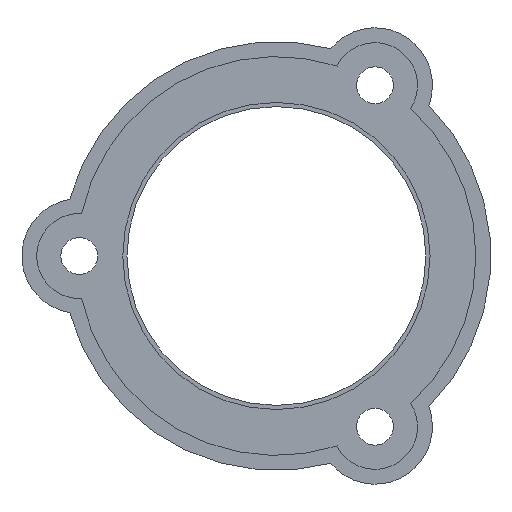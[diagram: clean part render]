
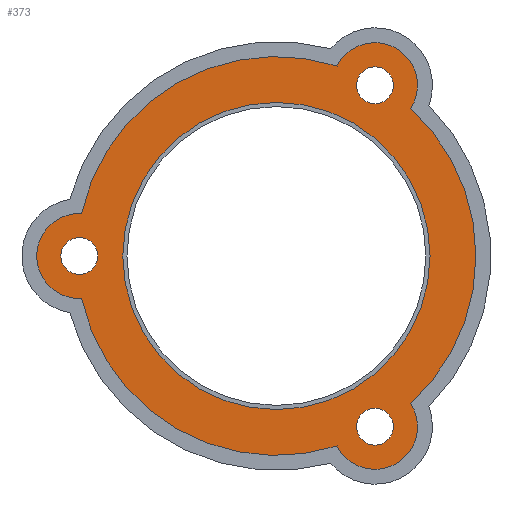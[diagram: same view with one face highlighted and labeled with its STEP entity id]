
A CAD part, front view. The second image highlights one B-rep face of the part: STEP entity #373.
In plain terms, the highlighted planar face has unit normal (0, -1, 0).
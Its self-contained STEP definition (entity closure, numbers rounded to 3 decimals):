
#21=FACE_BOUND('',#77,.T.);
#22=FACE_BOUND('',#78,.T.);
#23=FACE_BOUND('',#79,.T.);
#24=FACE_BOUND('',#80,.T.);
#28=PLANE('',#442);
#49=FACE_OUTER_BOUND('',#76,.T.);
#76=EDGE_LOOP('',(#326,#327,#328,#329,#330,#331));
#77=EDGE_LOOP('',(#332));
#78=EDGE_LOOP('',(#333));
#79=EDGE_LOOP('',(#334));
#80=EDGE_LOOP('',(#335));
#116=CIRCLE('',#390,13.363);
#130=CIRCLE('',#407,17.35);
#131=CIRCLE('',#409,3.7);
#132=CIRCLE('',#411,17.35);
#133=CIRCLE('',#413,3.7);
#134=CIRCLE('',#415,17.35);
#135=CIRCLE('',#417,3.7);
#140=CIRCLE('',#426,1.6);
#142=CIRCLE('',#429,1.6);
#145=CIRCLE('',#434,1.6);
#150=VERTEX_POINT('',#576);
#164=VERTEX_POINT('',#608);
#165=VERTEX_POINT('',#609);
#166=VERTEX_POINT('',#614);
#167=VERTEX_POINT('',#618);
#168=VERTEX_POINT('',#622);
#169=VERTEX_POINT('',#626);
#175=VERTEX_POINT('',#648);
#177=VERTEX_POINT('',#654);
#180=VERTEX_POINT('',#664);
#185=EDGE_CURVE('',#150,#150,#116,.T.);
#199=EDGE_CURVE('',#164,#165,#130,.T.);
#202=EDGE_CURVE('',#166,#164,#131,.T.);
#204=EDGE_CURVE('',#167,#166,#132,.T.);
#206=EDGE_CURVE('',#168,#167,#133,.T.);
#208=EDGE_CURVE('',#169,#168,#134,.T.);
#210=EDGE_CURVE('',#165,#169,#135,.T.);
#220=EDGE_CURVE('',#175,#175,#140,.T.);
#223=EDGE_CURVE('',#177,#177,#142,.T.);
#228=EDGE_CURVE('',#180,#180,#145,.T.);
#326=ORIENTED_EDGE('',*,*,#204,.T.);
#327=ORIENTED_EDGE('',*,*,#202,.T.);
#328=ORIENTED_EDGE('',*,*,#199,.T.);
#329=ORIENTED_EDGE('',*,*,#210,.T.);
#330=ORIENTED_EDGE('',*,*,#208,.T.);
#331=ORIENTED_EDGE('',*,*,#206,.T.);
#332=ORIENTED_EDGE('',*,*,#185,.T.);
#333=ORIENTED_EDGE('',*,*,#228,.F.);
#334=ORIENTED_EDGE('',*,*,#223,.F.);
#335=ORIENTED_EDGE('',*,*,#220,.F.);
#373=ADVANCED_FACE('',(#49,#21,#22,#23,#24),#28,.F.);
#390=AXIS2_PLACEMENT_3D('',#578,#450,#451);
#407=AXIS2_PLACEMENT_3D('',#610,#484,#485);
#409=AXIS2_PLACEMENT_3D('',#615,#490,#491);
#411=AXIS2_PLACEMENT_3D('',#619,#495,#496);
#413=AXIS2_PLACEMENT_3D('',#623,#500,#501);
#415=AXIS2_PLACEMENT_3D('',#627,#505,#506);
#417=AXIS2_PLACEMENT_3D('',#630,#510,#511);
#426=AXIS2_PLACEMENT_3D('',#650,#533,#534);
#429=AXIS2_PLACEMENT_3D('',#656,#540,#541);
#434=AXIS2_PLACEMENT_3D('',#666,#552,#553);
#442=AXIS2_PLACEMENT_3D('',#678,#570,#571);
#450=DIRECTION('center_axis',(0.,1.,0.));
#451=DIRECTION('ref_axis',(1.,0.,0.));
#484=DIRECTION('center_axis',(0.,-1.,0.));
#485=DIRECTION('ref_axis',(-0.977,0.,0.213));
#490=DIRECTION('center_axis',(0.,-1.,0.));
#491=DIRECTION('ref_axis',(-0.892,0.,0.453));
#495=DIRECTION('center_axis',(0.,-1.,0.));
#496=DIRECTION('ref_axis',(0.673,0.,0.74));
#500=DIRECTION('center_axis',(0.,-1.,0.));
#501=DIRECTION('ref_axis',(0.838,0.,0.546));
#505=DIRECTION('center_axis',(0.,-1.,0.));
#506=DIRECTION('ref_axis',(0.304,0.,-0.953));
#510=DIRECTION('center_axis',(0.,-1.,0.));
#511=DIRECTION('ref_axis',(0.054,0.,-0.999));
#533=DIRECTION('center_axis',(0.,-1.,0.));
#534=DIRECTION('ref_axis',(-1.,0.,0.));
#540=DIRECTION('center_axis',(0.,-1.,0.));
#541=DIRECTION('ref_axis',(-1.,0.,0.));
#552=DIRECTION('center_axis',(0.,-1.,0.));
#553=DIRECTION('ref_axis',(-1.,0.,0.));
#570=DIRECTION('center_axis',(0.,1.,0.));
#571=DIRECTION('ref_axis',(-1.,0.,0.));
#576=CARTESIAN_POINT('',(-13.363,1.7,0.));
#578=CARTESIAN_POINT('Origin',(0.,1.7,0.));
#608=CARTESIAN_POINT('',(5.276,1.7,16.528));
#609=CARTESIAN_POINT('',(-16.952,1.7,3.695));
#610=CARTESIAN_POINT('Origin',(0.,1.7,0.));
#614=CARTESIAN_POINT('',(11.676,1.7,12.834));
#615=CARTESIAN_POINT('Origin',(8.575,1.7,14.852));
#618=CARTESIAN_POINT('',(11.676,1.7,-12.834));
#619=CARTESIAN_POINT('Origin',(0.,1.7,0.));
#622=CARTESIAN_POINT('',(5.276,1.7,-16.528));
#623=CARTESIAN_POINT('Origin',(8.575,1.7,-14.852));
#626=CARTESIAN_POINT('',(-16.952,1.7,-3.695));
#627=CARTESIAN_POINT('Origin',(0.,1.7,0.));
#630=CARTESIAN_POINT('Origin',(-17.15,1.7,0.));
#648=CARTESIAN_POINT('',(10.175,1.7,-14.852));
#650=CARTESIAN_POINT('Origin',(8.575,1.7,-14.852));
#654=CARTESIAN_POINT('',(-15.55,1.7,0.));
#656=CARTESIAN_POINT('Origin',(-17.15,1.7,0.));
#664=CARTESIAN_POINT('',(10.175,1.7,14.852));
#666=CARTESIAN_POINT('Origin',(8.575,1.7,14.852));
#678=CARTESIAN_POINT('Origin',(-1.75,1.7,0.));
